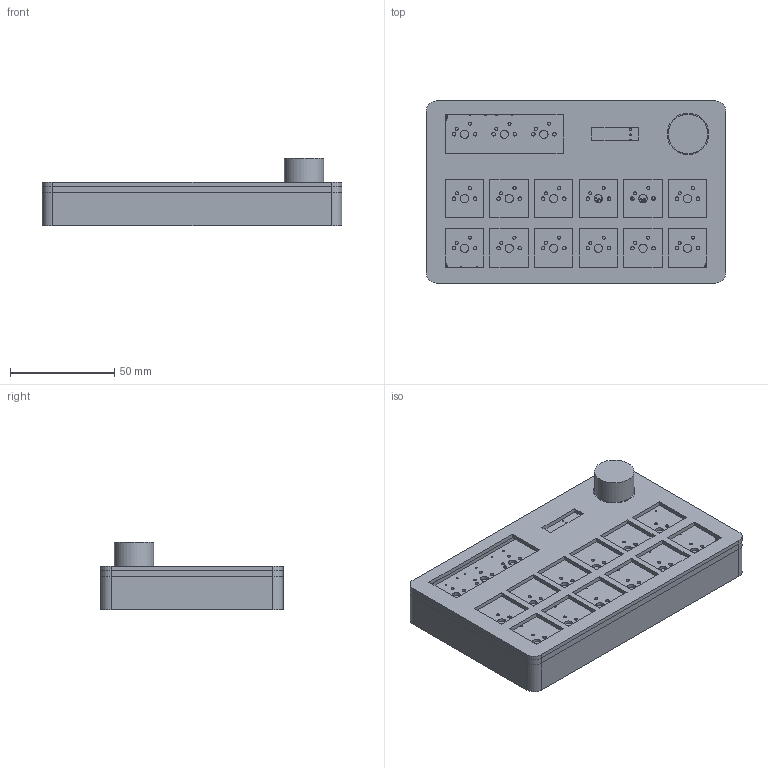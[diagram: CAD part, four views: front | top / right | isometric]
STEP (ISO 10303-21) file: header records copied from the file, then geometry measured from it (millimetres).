
FILE_DESCRIPTION(/* description */ ('STEP AP242 Edition 2','CAx-IF Rec.Pracs.---Representation and Presentation of Product Manufacturing Information (PMI)---4.0---2014-10-13','CAx-IF Rec.Pracs.---3D Tessellated Geometry---0.4---2014-09-14','2;1','CAx-IF Rec.Pracs.---User Defined Attributes---1.5---2016-08-15'),/* implementation_level */ '2;1');
FILE_NAME(/* name */ '694f5fdd06fdd7434b7da92a',/* time_stamp */ '2025-12-27T04:26:07Z',/* author */ (''),/* organization */ (''),/* preprocessor_version */ 'ST-DEVELOPER v20',/* originating_system */ 'ONSHAPE BY PTC INC, 1.208',/* authorisation */ ' ');
FILE_SCHEMA (('AP242_MANAGED_MODEL_BASED_3D_ENGINEERING_MIM_LF { 1 0 10303 442 3 1 4 }'));
Length unit declared in the file: metre
Products named in the file (7): Assembly 1; Part 1; Part 4; Hex socket head cap screw M3x0.50 x 16; hackpad!_PCB; Part 3; Part 2
Assembly tree (9 placements, depth 2):
  Assembly 1
    Part 1
    Part 4
    Hex socket head cap screw M3x0.50 x 16  x4
    hackpad!_PCB
    Part 3
    Part 2
Bounding box: 144.1 x 87.6 x 32.5 mm (x, y, z)
Volume: 111653.5 mm3; surface area: 91095.1 mm2
Topology: 9 solids, 9 shells, 843 faces, 2288 edges, 1508 vertices
Faces by surface type: plane 405, cylinder 296, bspline 118, torus 12, cone 12
Full cylindrical faces by diameter (mm): 0.8 x32, 0.889 x14, 1 x9, 1.5 x30, 1.7 x30, 3 x4, 3.2 x4, 3.4 x5, 4 x15, 4.7 x4, 5.5 x4, 6 x1, 9.2 x1, 16 x1, 19 x1, 20 x1
Entity records: 25234 total; most frequent: CARTESIAN_POINT 5485, ORIENTED_EDGE 3966, DIRECTION 3670, EDGE_CURVE 1983, VERTEX_POINT 1420, FACE_BOUND 1289, EDGE_LOOP 1288, AXIS2_PLACEMENT_3D 1257
